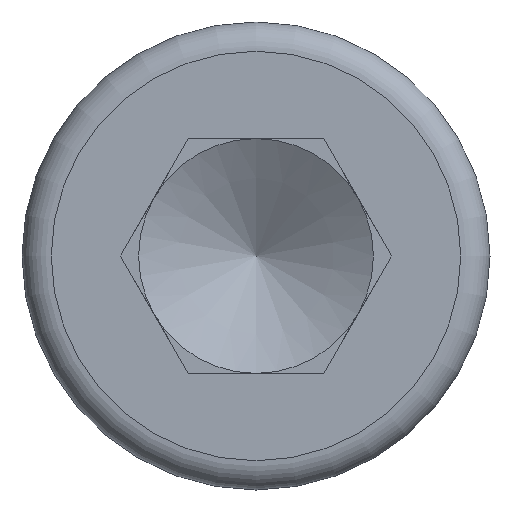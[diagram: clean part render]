
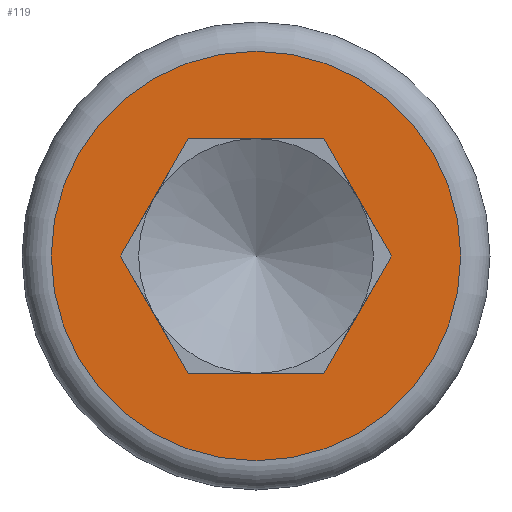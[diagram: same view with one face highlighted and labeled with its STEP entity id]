
A CAD part, left-side view. The second image highlights one B-rep face of the part: STEP entity #119.
In plain terms, the highlighted planar face has unit normal (-1, 0, 0).
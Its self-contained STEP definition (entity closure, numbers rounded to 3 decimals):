
#12 = ORIENTED_EDGE ( 'NONE', *, *, #330, .T. ) ;
#15 = DIRECTION ( 'NONE',  ( -1., 0., 0. ) ) ;
#21 = VECTOR ( 'NONE', #404, 1000. ) ;
#23 = LINE ( 'NONE', #240, #1258 ) ;
#119 = ADVANCED_FACE ( 'NONE', ( #244, #121 ), #128, .T. ) ;
#121 = FACE_OUTER_BOUND ( 'NONE', #1097, .T. ) ;
#128 = PLANE ( 'NONE',  #160 ) ;
#160 = AXIS2_PLACEMENT_3D ( 'NONE', #563, #15, #1018 ) ;
#168 = DIRECTION ( 'NONE',  ( 0., 0., 1. ) ) ;
#199 = ORIENTED_EDGE ( 'NONE', *, *, #568, .F. ) ;
#207 = ORIENTED_EDGE ( 'NONE', *, *, #281, .T. ) ;
#213 = VERTEX_POINT ( 'NONE', #910 ) ;
#223 = VECTOR ( 'NONE', #1023, 1000. ) ;
#239 = EDGE_LOOP ( 'NONE', ( #858, #199, #12, #426, #838, #1076 ) ) ;
#240 = CARTESIAN_POINT ( 'NONE',  ( 0., 2.317, -4.013 ) ) ;
#244 = FACE_BOUND ( 'NONE', #239, .T. ) ;
#256 = CIRCLE ( 'NONE', #279, 7. ) ;
#273 = CARTESIAN_POINT ( 'NONE',  ( 0., 2.317, -4.013 ) ) ;
#279 = AXIS2_PLACEMENT_3D ( 'NONE', #1048, #398, #168 ) ;
#281 = EDGE_CURVE ( 'NONE', #1228, #1228, #256, .T. ) ;
#306 = VERTEX_POINT ( 'NONE', #884 ) ;
#309 = CARTESIAN_POINT ( 'NONE',  ( 0., 4.633, 0. ) ) ;
#330 = EDGE_CURVE ( 'NONE', #213, #822, #1361, .T. ) ;
#398 = DIRECTION ( 'NONE',  ( -1., 0., 0. ) ) ;
#404 = DIRECTION ( 'NONE',  ( 0., -0.5, 0.866 ) ) ;
#417 = LINE ( 'NONE', #309, #21 ) ;
#419 = EDGE_CURVE ( 'NONE', #822, #793, #631, .T. ) ;
#426 = ORIENTED_EDGE ( 'NONE', *, *, #419, .T. ) ;
#427 = CARTESIAN_POINT ( 'NONE',  ( 0., -4.633, 0. ) ) ;
#460 = VECTOR ( 'NONE', #1208, 1000. ) ;
#486 = CARTESIAN_POINT ( 'NONE',  ( 0., -2.317, 4.013 ) ) ;
#493 = VECTOR ( 'NONE', #1085, 1000. ) ;
#502 = CARTESIAN_POINT ( 'NONE',  ( 0., -4.633, 0. ) ) ;
#519 = EDGE_CURVE ( 'NONE', #611, #1231, #1202, .T. ) ;
#539 = CARTESIAN_POINT ( 'NONE',  ( 0., 4.633, 0. ) ) ;
#563 = CARTESIAN_POINT ( 'NONE',  ( 0., 0., 0. ) ) ;
#568 = EDGE_CURVE ( 'NONE', #213, #306, #573, .T. ) ;
#573 = LINE ( 'NONE', #1359, #460 ) ;
#611 = VERTEX_POINT ( 'NONE', #686 ) ;
#631 = LINE ( 'NONE', #427, #493 ) ;
#667 = EDGE_CURVE ( 'NONE', #1231, #793, #23, .T. ) ;
#686 = CARTESIAN_POINT ( 'NONE',  ( 0., 4.633, 0. ) ) ;
#793 = VERTEX_POINT ( 'NONE', #1272 ) ;
#822 = VERTEX_POINT ( 'NONE', #502 ) ;
#838 = ORIENTED_EDGE ( 'NONE', *, *, #667, .F. ) ;
#858 = ORIENTED_EDGE ( 'NONE', *, *, #1344, .T. ) ;
#884 = CARTESIAN_POINT ( 'NONE',  ( 0., 2.317, 4.012 ) ) ;
#910 = CARTESIAN_POINT ( 'NONE',  ( 0., -2.317, 4.013 ) ) ;
#994 = DIRECTION ( 'NONE',  ( 0., -1., 0. ) ) ;
#1018 = DIRECTION ( 'NONE',  ( 0., 0., 1. ) ) ;
#1023 = DIRECTION ( 'NONE',  ( 0., -0.5, -0.866 ) ) ;
#1048 = CARTESIAN_POINT ( 'NONE',  ( 0., 0., 0. ) ) ;
#1076 = ORIENTED_EDGE ( 'NONE', *, *, #519, .F. ) ;
#1085 = DIRECTION ( 'NONE',  ( 0., 0.5, -0.866 ) ) ;
#1097 = EDGE_LOOP ( 'NONE', ( #207 ) ) ;
#1116 = CARTESIAN_POINT ( 'NONE',  ( 0., 0., 7. ) ) ;
#1169 = VECTOR ( 'NONE', #1298, 1000. ) ;
#1202 = LINE ( 'NONE', #539, #1169 ) ;
#1208 = DIRECTION ( 'NONE',  ( 0., 1., 0. ) ) ;
#1228 = VERTEX_POINT ( 'NONE', #1116 ) ;
#1231 = VERTEX_POINT ( 'NONE', #273 ) ;
#1258 = VECTOR ( 'NONE', #994, 1000. ) ;
#1272 = CARTESIAN_POINT ( 'NONE',  ( 0., -2.317, -4.013 ) ) ;
#1298 = DIRECTION ( 'NONE',  ( 0., -0.5, -0.866 ) ) ;
#1344 = EDGE_CURVE ( 'NONE', #611, #306, #417, .T. ) ;
#1359 = CARTESIAN_POINT ( 'NONE',  ( 0., -2.317, 4.013 ) ) ;
#1361 = LINE ( 'NONE', #486, #223 ) ;
